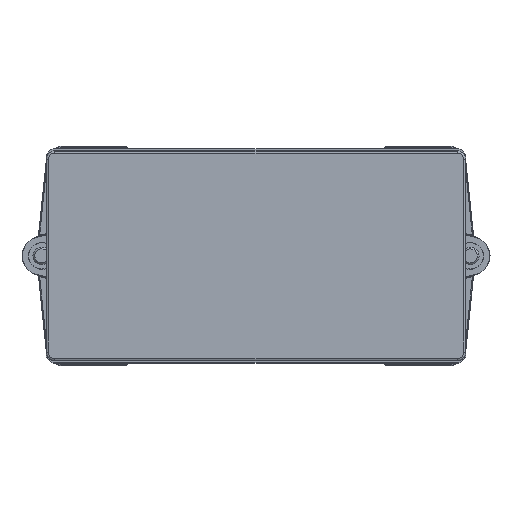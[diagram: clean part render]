
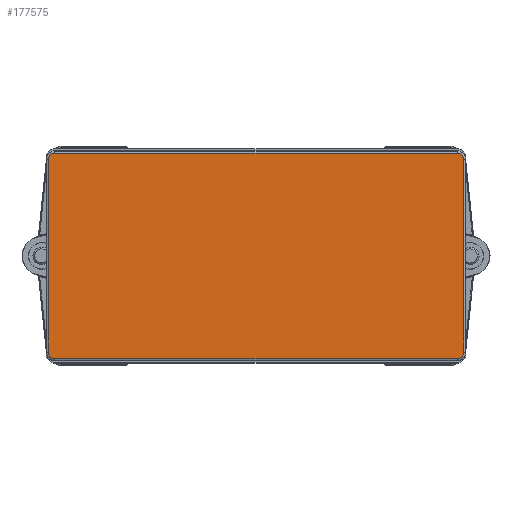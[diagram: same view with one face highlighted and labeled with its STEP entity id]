
A CAD part, top view. The second image highlights one B-rep face of the part: STEP entity #177575.
In plain terms, the highlighted planar face has unit normal (0, 0, 1).
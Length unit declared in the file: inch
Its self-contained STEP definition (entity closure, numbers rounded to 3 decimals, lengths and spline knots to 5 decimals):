
#1341 = VERTEX_POINT ( 'NONE', #103375 ) ;
#2016 = CARTESIAN_POINT ( 'NONE',  ( 0.90551, 0.9252, 0.17717 ) ) ;
#6421 = DIRECTION ( 'NONE',  ( 0.707, 0.707, 0. ) ) ;
#10184 = CARTESIAN_POINT ( 'NONE',  ( 1.81102, 0.86614, 0.17717 ) ) ;
#13678 = VECTOR ( 'NONE', #81249, 39.37008 ) ;
#14907 = EDGE_CURVE ( 'NONE', #117679, #125527, #65293, .T. ) ;
#16200 = LINE ( 'NONE', #163625, #28378 ) ;
#19874 = EDGE_CURVE ( 'NONE', #86538, #72753, #33786, .T. ) ;
#22508 = CARTESIAN_POINT ( 'NONE',  ( 1.87008, -0.43307, 0.17717 ) ) ;
#28378 = VECTOR ( 'NONE', #150121, 39.37008 ) ;
#33786 = LINE ( 'NONE', #2016, #75912 ) ;
#35656 = AXIS2_PLACEMENT_3D ( 'NONE', #154367, #111929, #167880 ) ;
#41371 = VECTOR ( 'NONE', #94755, 39.37008 ) ;
#51995 = DIRECTION ( 'NONE',  ( 1., 0., 0. ) ) ;
#53342 = EDGE_CURVE ( 'NONE', #1341, #131512, #127982, .T. ) ;
#56238 = ORIENTED_EDGE ( 'NONE', *, *, #59995, .F. ) ;
#57488 = CIRCLE ( 'NONE', #134427, 0.05906 ) ;
#59995 = EDGE_CURVE ( 'NONE', #125527, #1341, #136241, .T. ) ;
#65293 = CIRCLE ( 'NONE', #154468, 0.05906 ) ;
#65460 = VERTEX_POINT ( 'NONE', #143901 ) ;
#65625 = VERTEX_POINT ( 'NONE', #164989 ) ;
#67092 = DIRECTION ( 'NONE',  ( 0., 0., -1. ) ) ;
#68225 = ORIENTED_EDGE ( 'NONE', *, *, #53342, .F. ) ;
#72753 = VERTEX_POINT ( 'NONE', #96324 ) ;
#74483 = DIRECTION ( 'NONE',  ( 0., 0., -1. ) ) ;
#75912 = VECTOR ( 'NONE', #51995, 39.37008 ) ;
#78714 = CARTESIAN_POINT ( 'NONE',  ( 1.81102, -0.86614, 0.17717 ) ) ;
#81249 = DIRECTION ( 'NONE',  ( 0., -1., 0. ) ) ;
#86538 = VERTEX_POINT ( 'NONE', #171208 ) ;
#88948 = CARTESIAN_POINT ( 'NONE',  ( -1.81102, -0.86614, 0.17717 ) ) ;
#92275 = PLANE ( 'NONE',  #98080 ) ;
#94145 = DIRECTION ( 'NONE',  ( 0.707, -0.707, 0. ) ) ;
#94755 = DIRECTION ( 'NONE',  ( -1., 0., 0. ) ) ;
#96202 = ORIENTED_EDGE ( 'NONE', *, *, #152062, .F. ) ;
#96324 = CARTESIAN_POINT ( 'NONE',  ( 1.81102, 0.9252, 0.17717 ) ) ;
#96915 = EDGE_CURVE ( 'NONE', #131512, #65460, #16200, .T. ) ;
#98080 = AXIS2_PLACEMENT_3D ( 'NONE', #121188, #120269, #135664 ) ;
#99159 = ORIENTED_EDGE ( 'NONE', *, *, #172746, .F. ) ;
#103375 = CARTESIAN_POINT ( 'NONE',  ( -1.81102, -0.9252, 0.17717 ) ) ;
#106744 = FACE_OUTER_BOUND ( 'NONE', #174886, .T. ) ;
#108656 = EDGE_CURVE ( 'NONE', #72753, #65625, #57488, .T. ) ;
#110945 = ORIENTED_EDGE ( 'NONE', *, *, #96915, .F. ) ;
#111929 = DIRECTION ( 'NONE',  ( 0., 0., -1. ) ) ;
#117679 = VERTEX_POINT ( 'NONE', #130749 ) ;
#120269 = DIRECTION ( 'NONE',  ( 0., 0., 1. ) ) ;
#121188 = CARTESIAN_POINT ( 'NONE',  ( 0., 0., 0.17717 ) ) ;
#124419 = ORIENTED_EDGE ( 'NONE', *, *, #14907, .F. ) ;
#125527 = VERTEX_POINT ( 'NONE', #130587 ) ;
#127982 = CIRCLE ( 'NONE', #149459, 0.05906 ) ;
#130587 = CARTESIAN_POINT ( 'NONE',  ( 1.81102, -0.9252, 0.17717 ) ) ;
#130749 = CARTESIAN_POINT ( 'NONE',  ( 1.87008, -0.86614, 0.17717 ) ) ;
#131512 = VERTEX_POINT ( 'NONE', #160582 ) ;
#134427 = AXIS2_PLACEMENT_3D ( 'NONE', #10184, #183705, #6421 ) ;
#135664 = DIRECTION ( 'NONE',  ( 1., 0., 0. ) ) ;
#136241 = LINE ( 'NONE', #148809, #41371 ) ;
#143901 = CARTESIAN_POINT ( 'NONE',  ( -1.87008, 0.86614, 0.17717 ) ) ;
#148809 = CARTESIAN_POINT ( 'NONE',  ( -0.90551, -0.9252, 0.17717 ) ) ;
#149459 = AXIS2_PLACEMENT_3D ( 'NONE', #88948, #74483, #151532 ) ;
#150121 = DIRECTION ( 'NONE',  ( 0., 1., 0. ) ) ;
#151532 = DIRECTION ( 'NONE',  ( -0.707, -0.707, 0. ) ) ;
#152062 = EDGE_CURVE ( 'NONE', #65460, #86538, #155706, .T. ) ;
#154367 = CARTESIAN_POINT ( 'NONE',  ( -1.81102, 0.86614, 0.17717 ) ) ;
#154468 = AXIS2_PLACEMENT_3D ( 'NONE', #78714, #67092, #94145 ) ;
#155706 = CIRCLE ( 'NONE', #35656, 0.05906 ) ;
#156405 = LINE ( 'NONE', #22508, #13678 ) ;
#160582 = CARTESIAN_POINT ( 'NONE',  ( -1.87008, -0.86614, 0.17717 ) ) ;
#163595 = ORIENTED_EDGE ( 'NONE', *, *, #19874, .F. ) ;
#163625 = CARTESIAN_POINT ( 'NONE',  ( -1.87008, 0.43307, 0.17717 ) ) ;
#164665 = ORIENTED_EDGE ( 'NONE', *, *, #108656, .F. ) ;
#164989 = CARTESIAN_POINT ( 'NONE',  ( 1.87008, 0.86614, 0.17717 ) ) ;
#167880 = DIRECTION ( 'NONE',  ( -0.707, 0.707, 0. ) ) ;
#171208 = CARTESIAN_POINT ( 'NONE',  ( -1.81102, 0.9252, 0.17717 ) ) ;
#172746 = EDGE_CURVE ( 'NONE', #65625, #117679, #156405, .T. ) ;
#174886 = EDGE_LOOP ( 'NONE', ( #96202, #110945, #68225, #56238, #124419, #99159, #164665, #163595 ) ) ;
#177575 = ADVANCED_FACE ( 'NONE', ( #106744 ), #92275, .T. ) ;
#183705 = DIRECTION ( 'NONE',  ( 0., 0., -1. ) ) ;
